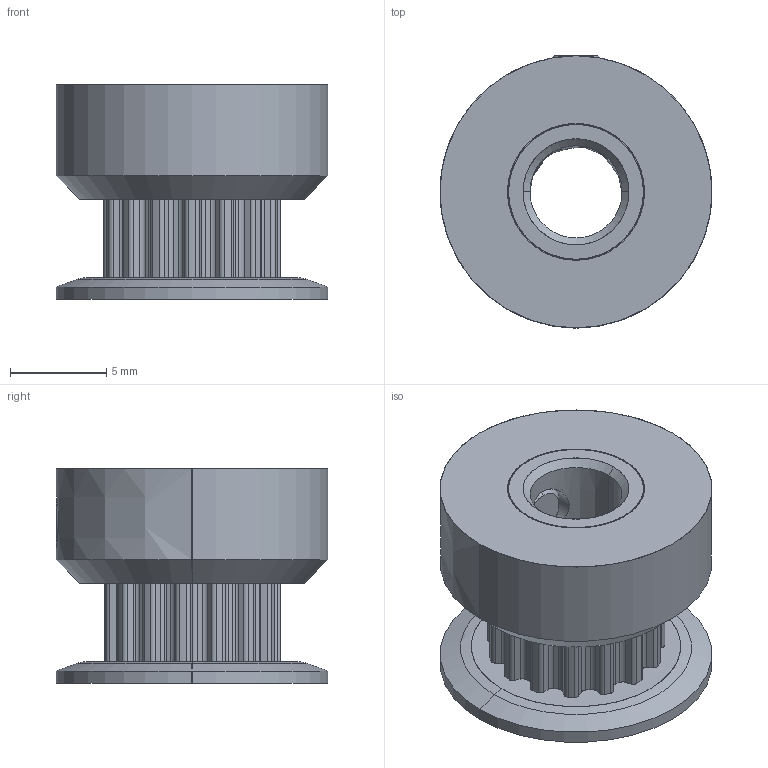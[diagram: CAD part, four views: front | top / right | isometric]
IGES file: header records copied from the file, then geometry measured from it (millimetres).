
Start section: SolidWorks IGES file using analytic representation for surfaces
Global section: file name: a_6n16-015df1206.IGS; native system: SolidWorks 2006 by SolidWorks Corporation; preprocessor: SolidWorks 2006 by SolidWorks Corporation; author: leinad; date: 080605.115656; units: inch
Bounding box: 14.1 x 14.1 x 11.13 mm (x, y, z)
Surface area: 1086.9 mm2 (no closed solid volume)
Topology: 0 solids, 0 shells, 179 faces, 2375 edges, 2866 vertices
Faces by surface type: revolution 116, bspline 63
